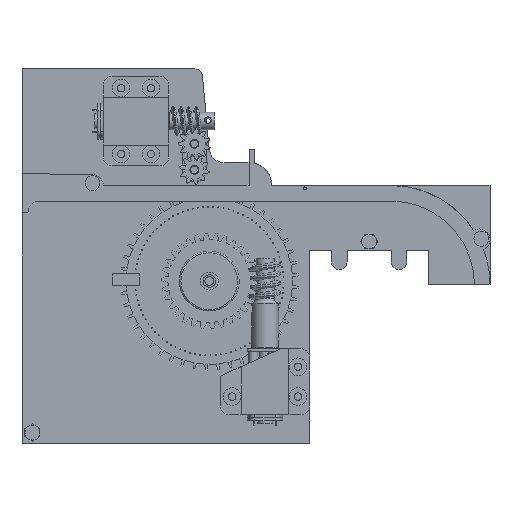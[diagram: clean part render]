
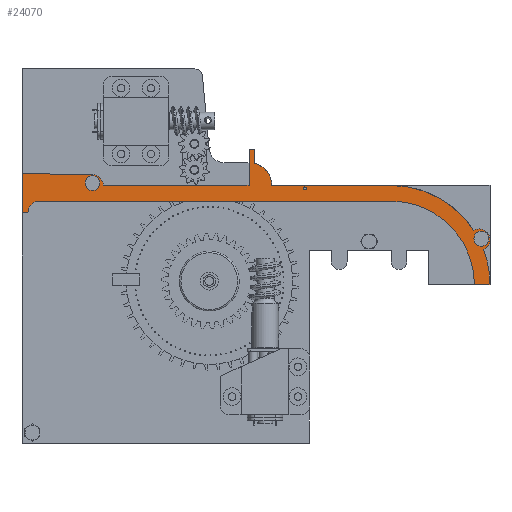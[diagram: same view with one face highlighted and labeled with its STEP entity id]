
A CAD part, front view. The second image highlights one B-rep face of the part: STEP entity #24070.
In plain terms, the highlighted planar face has unit normal (0, -1, 0).
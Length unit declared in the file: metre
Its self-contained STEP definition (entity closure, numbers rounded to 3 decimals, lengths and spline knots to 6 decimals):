
#2290=LINE('',#42450,#4630);
#2308=LINE('',#42502,#4648);
#2311=LINE('',#42508,#4651);
#2315=LINE('',#42516,#4655);
#2319=LINE('',#42528,#4659);
#2324=LINE('',#42542,#4664);
#2331=LINE('',#42563,#4671);
#2342=LINE('',#42592,#4682);
#2345=LINE('',#42597,#4685);
#2353=LINE('',#42618,#4693);
#2355=LINE('',#42621,#4695);
#4630=VECTOR('',#31639,1.);
#4648=VECTOR('',#31675,1.);
#4651=VECTOR('',#31680,1.);
#4655=VECTOR('',#31686,1.);
#4659=VECTOR('',#31698,1.);
#4664=VECTOR('',#31711,1.);
#4671=VECTOR('',#31732,1.);
#4682=VECTOR('',#31757,1.);
#4685=VECTOR('',#31760,1.);
#4693=VECTOR('',#31780,1.);
#4695=VECTOR('',#31784,1.);
#6093=PLANE('',#26292);
#11691=ORIENTED_EDGE('',*,*,#15504,.F.);
#11692=ORIENTED_EDGE('',*,*,#15507,.T.);
#11693=ORIENTED_EDGE('',*,*,#15511,.T.);
#11694=ORIENTED_EDGE('',*,*,#15514,.F.);
#11695=ORIENTED_EDGE('',*,*,#15517,.F.);
#11696=ORIENTED_EDGE('',*,*,#15520,.T.);
#11697=ORIENTED_EDGE('',*,*,#15524,.F.);
#11698=ORIENTED_EDGE('',*,*,#15529,.F.);
#11699=ORIENTED_EDGE('',*,*,#15532,.T.);
#11700=ORIENTED_EDGE('',*,*,#15535,.T.);
#11701=ORIENTED_EDGE('',*,*,#15538,.T.);
#11702=ORIENTED_EDGE('',*,*,#15541,.F.);
#11703=ORIENTED_EDGE('',*,*,#15553,.T.);
#11704=ORIENTED_EDGE('',*,*,#15562,.T.);
#11705=ORIENTED_EDGE('',*,*,#15565,.F.);
#11706=ORIENTED_EDGE('',*,*,#15567,.F.);
#11707=ORIENTED_EDGE('',*,*,#15479,.F.);
#11708=ORIENTED_EDGE('',*,*,#15550,.T.);
#11709=ORIENTED_EDGE('',*,*,#15573,.T.);
#11710=ORIENTED_EDGE('',*,*,#15570,.F.);
#11711=ORIENTED_EDGE('',*,*,#15568,.F.);
#11712=ORIENTED_EDGE('',*,*,#15575,.F.);
#15479=EDGE_CURVE('',#17979,#17980,#2290,.T.);
#15504=EDGE_CURVE('',#18004,#18000,#2308,.T.);
#15507=EDGE_CURVE('',#18004,#18006,#2311,.T.);
#15511=EDGE_CURVE('',#18006,#18009,#2315,.T.);
#15514=EDGE_CURVE('',#18011,#18009,#18916,.T.);
#15517=EDGE_CURVE('',#18013,#18011,#2319,.T.);
#15520=EDGE_CURVE('',#18013,#18015,#18918,.T.);
#15524=EDGE_CURVE('',#18018,#18015,#2324,.T.);
#15529=EDGE_CURVE('',#18021,#18018,#18920,.T.);
#15532=EDGE_CURVE('',#18021,#18023,#18922,.T.);
#15535=EDGE_CURVE('',#18023,#18025,#2331,.T.);
#15538=EDGE_CURVE('',#18025,#18027,#18924,.T.);
#15541=EDGE_CURVE('',#18029,#18027,#18926,.T.);
#15550=EDGE_CURVE('',#17979,#18036,#2342,.T.);
#15553=EDGE_CURVE('',#18029,#18038,#2345,.T.);
#15562=EDGE_CURVE('',#18038,#18043,#18929,.T.);
#15565=EDGE_CURVE('',#18045,#18043,#2353,.T.);
#15567=EDGE_CURVE('',#17980,#18045,#2355,.T.);
#15568=EDGE_CURVE('',#18046,#18046,#18930,.T.);
#15570=EDGE_CURVE('',#18048,#18048,#18932,.T.);
#15573=EDGE_CURVE('',#18036,#18000,#18935,.T.);
#15575=EDGE_CURVE('',#18051,#18051,#18937,.T.);
#17979=VERTEX_POINT('',#42449);
#17980=VERTEX_POINT('',#42451);
#18000=VERTEX_POINT('',#42494);
#18004=VERTEX_POINT('',#42501);
#18006=VERTEX_POINT('',#42507);
#18009=VERTEX_POINT('',#42515);
#18011=VERTEX_POINT('',#42521);
#18013=VERTEX_POINT('',#42527);
#18015=VERTEX_POINT('',#42533);
#18018=VERTEX_POINT('',#42541);
#18021=VERTEX_POINT('',#42550);
#18023=VERTEX_POINT('',#42556);
#18025=VERTEX_POINT('',#42562);
#18027=VERTEX_POINT('',#42568);
#18029=VERTEX_POINT('',#42574);
#18036=VERTEX_POINT('',#42591);
#18038=VERTEX_POINT('',#42596);
#18043=VERTEX_POINT('',#42611);
#18045=VERTEX_POINT('',#42617);
#18046=VERTEX_POINT('',#42624);
#18048=VERTEX_POINT('',#42629);
#18051=VERTEX_POINT('',#42639);
#18916=CIRCLE('',#26253,0.004);
#18918=CIRCLE('',#26257,0.028);
#18920=CIRCLE('',#26261,0.0332);
#18922=CIRCLE('',#26264,0.00361);
#18924=CIRCLE('',#26268,0.00361);
#18926=CIRCLE('',#26271,0.0332);
#18929=CIRCLE('',#26277,0.0076);
#18930=CIRCLE('',#26281,0.0005);
#18932=CIRCLE('',#26284,0.0013);
#18935=CIRCLE('',#26288,0.0036);
#18937=CIRCLE('',#26291,0.0013);
#20585=EDGE_LOOP('',(#11691,#11692,#11693,#11694,#11695,#11696,#11697,#11698,
#11699,#11700,#11701,#11702,#11703,#11704,#11705,#11706,#11707,#11708,#11709));
#20586=EDGE_LOOP('',(#11710));
#20587=EDGE_LOOP('',(#11711));
#20588=EDGE_LOOP('',(#11712));
#22374=FACE_BOUND('',#20585,.T.);
#22375=FACE_BOUND('',#20586,.T.);
#22376=FACE_BOUND('',#20587,.T.);
#22377=FACE_BOUND('',#20588,.T.);
#24070=ADVANCED_FACE('',(#22374,#22375,#22376,#22377),#6093,.T.);
#26253=AXIS2_PLACEMENT_3D('',#42522,#31692,#31693);
#26257=AXIS2_PLACEMENT_3D('',#42534,#31704,#31705);
#26261=AXIS2_PLACEMENT_3D('',#42551,#31719,#31720);
#26264=AXIS2_PLACEMENT_3D('',#42557,#31726,#31727);
#26268=AXIS2_PLACEMENT_3D('',#42569,#31738,#31739);
#26271=AXIS2_PLACEMENT_3D('',#42575,#31745,#31746);
#26277=AXIS2_PLACEMENT_3D('',#42612,#31774,#31775);
#26281=AXIS2_PLACEMENT_3D('',#42623,#31787,#31788);
#26284=AXIS2_PLACEMENT_3D('',#42628,#31793,#31794);
#26288=AXIS2_PLACEMENT_3D('',#42634,#31801,#31802);
#26291=AXIS2_PLACEMENT_3D('',#42638,#31807,#31808);
#26292=AXIS2_PLACEMENT_3D('',#42640,#31809,#31810);
#31639=DIRECTION('',(0.,0.,1.));
#31675=DIRECTION('',(1.,0.,-0.017));
#31680=DIRECTION('',(0.,0.,-1.));
#31686=DIRECTION('',(1.,0.,0.));
#31692=DIRECTION('',(0.,-1.,0.));
#31693=DIRECTION('',(0.,0.,-1.));
#31698=DIRECTION('',(-1.,0.,0.));
#31704=DIRECTION('',(0.,1.,0.));
#31705=DIRECTION('',(0.,0.,-1.));
#31711=DIRECTION('',(-1.,0.,0.));
#31719=DIRECTION('',(0.,1.,0.));
#31720=DIRECTION('',(0.,0.,-1.));
#31726=DIRECTION('',(0.,-1.,0.));
#31727=DIRECTION('',(0.,0.,-1.));
#31732=DIRECTION('',(0.,0.,1.));
#31738=DIRECTION('',(0.,-1.,0.));
#31739=DIRECTION('',(0.,0.,-1.));
#31745=DIRECTION('',(0.,1.,0.));
#31746=DIRECTION('',(0.,0.,-1.));
#31757=DIRECTION('',(-1.,0.,0.));
#31760=DIRECTION('',(-1.,0.,0.));
#31774=DIRECTION('',(0.,-1.,0.));
#31775=DIRECTION('',(0.,0.,-1.));
#31780=DIRECTION('',(0.,0.,-1.));
#31784=DIRECTION('',(1.,0.,0.));
#31787=DIRECTION('',(0.,-1.,0.));
#31788=DIRECTION('',(0.,0.,-1.));
#31793=DIRECTION('',(0.,-1.,0.));
#31794=DIRECTION('',(0.,0.,-1.));
#31801=DIRECTION('',(0.,-1.,0.));
#31802=DIRECTION('',(0.,0.,-1.));
#31807=DIRECTION('',(0.,-1.,0.));
#31808=DIRECTION('',(0.,0.,-1.));
#31809=DIRECTION('',(0.,-1.,0.));
#31810=DIRECTION('',(1.,0.,0.));
#42449=CARTESIAN_POINT('',(0.028287,0.00875,0.002));
#42450=CARTESIAN_POINT('',(0.028287,0.00875,0.01185));
#42451=CARTESIAN_POINT('',(0.028287,0.00875,0.0141));
#42494=CARTESIAN_POINT('',(-0.024025,0.00875,0.005599));
#42501=CARTESIAN_POINT('',(-0.047686,0.00875,0.006));
#42502=CARTESIAN_POINT('',(-0.035856,0.00875,0.0058));
#42507=CARTESIAN_POINT('',(-0.047686,0.00875,-0.0072));
#42508=CARTESIAN_POINT('',(-0.047686,0.00875,-0.0006));
#42515=CARTESIAN_POINT('',(-0.045686,0.00875,-0.0072));
#42516=CARTESIAN_POINT('',(-0.046686,0.00875,-0.0072));
#42521=CARTESIAN_POINT('',(-0.041686,0.00875,-0.0032));
#42522=CARTESIAN_POINT('',(-0.041686,0.00875,-0.0072));
#42527=CARTESIAN_POINT('',(0.075739,0.00875,-0.0032));
#42528=CARTESIAN_POINT('',(-0.021133,0.00875,-0.0032));
#42533=CARTESIAN_POINT('',(0.103739,0.00875,-0.0312));
#42534=CARTESIAN_POINT('',(0.075739,0.00875,-0.0312));
#42541=CARTESIAN_POINT('',(0.108939,0.00875,-0.0312));
#42542=CARTESIAN_POINT('',(0.108039,0.00875,-0.0312));
#42550=CARTESIAN_POINT('',(0.106792,0.00875,-0.019453));
#42551=CARTESIAN_POINT('',(0.075739,0.00875,-0.0312));
#42556=CARTESIAN_POINT('',(0.108939,0.00875,-0.016312));
#42557=CARTESIAN_POINT('',(0.105333,0.00875,-0.016151));
#42562=CARTESIAN_POINT('',(0.108939,0.00875,-0.015991));
#42563=CARTESIAN_POINT('',(0.108939,0.00875,-0.016151));
#42568=CARTESIAN_POINT('',(0.103524,0.00875,-0.013027));
#42569=CARTESIAN_POINT('',(0.105333,0.00875,-0.016151));
#42574=CARTESIAN_POINT('',(0.075739,0.00875,0.002));
#42575=CARTESIAN_POINT('',(0.075739,0.00875,-0.0312));
#42591=CARTESIAN_POINT('',(-0.020486,0.00875,0.002));
#42592=CARTESIAN_POINT('',(0.0039,0.00875,0.002));
#42596=CARTESIAN_POINT('',(0.035887,0.00875,0.002));
#42597=CARTESIAN_POINT('',(0.04697,0.00875,0.002));
#42611=CARTESIAN_POINT('',(0.030287,0.00875,0.009332));
#42612=CARTESIAN_POINT('',(0.028287,0.00875,0.002));
#42617=CARTESIAN_POINT('',(0.030287,0.00875,0.0141));
#42618=CARTESIAN_POINT('',(0.030287,0.00875,0.011716));
#42621=CARTESIAN_POINT('',(0.029287,0.00875,0.0141));
#42623=CARTESIAN_POINT('',(0.046933,0.00875,0.001));
#42624=CARTESIAN_POINT('',(0.046933,0.00875,0.0005));
#42628=CARTESIAN_POINT('',(-0.024086,0.00875,0.0028));
#42629=CARTESIAN_POINT('',(-0.024086,0.00875,0.0015));
#42634=CARTESIAN_POINT('',(-0.024086,0.00875,0.002));
#42638=CARTESIAN_POINT('',(0.106055,0.00875,-0.015804));
#42639=CARTESIAN_POINT('',(0.106055,0.00875,-0.017104));
#42640=CARTESIAN_POINT('',(0.030628,0.00875,-0.0216));
